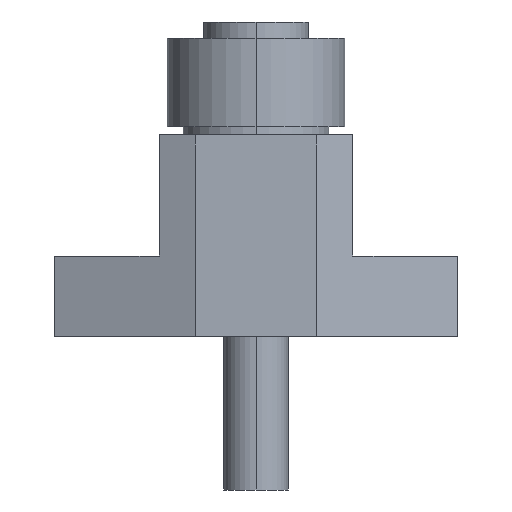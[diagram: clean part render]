
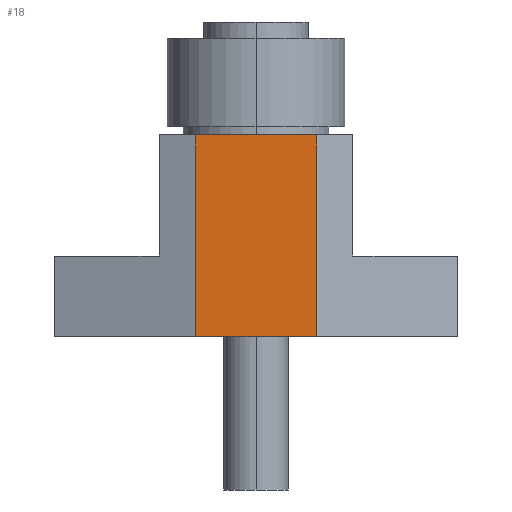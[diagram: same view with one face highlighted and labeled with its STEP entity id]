
A CAD part, left-side view. The second image highlights one B-rep face of the part: STEP entity #18.
In plain terms, the highlighted face is planar.
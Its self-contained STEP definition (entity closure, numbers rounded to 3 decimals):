
#3 = VERTEX_POINT ( 'NONE', #1179 ) ;
#18 = ADVANCED_FACE ( 'NONE', ( #850 ), #1217, .F. ) ;
#76 = EDGE_LOOP ( 'NONE', ( #2222, #2217, #1007, #730 ) ) ;
#115 = EDGE_CURVE ( 'NONE', #1733, #454, #258, .T. ) ;
#202 = CARTESIAN_POINT ( 'NONE',  ( -7.5, 12., 0. ) ) ;
#258 = LINE ( 'NONE', #616, #1160 ) ;
#272 = DIRECTION ( 'NONE',  ( 0., -1., 0. ) ) ;
#291 = DIRECTION ( 'NONE',  ( -1., 0., 0. ) ) ;
#395 = CARTESIAN_POINT ( 'NONE',  ( 7.5, 12., 10. ) ) ;
#454 = VERTEX_POINT ( 'NONE', #202 ) ;
#585 = VERTEX_POINT ( 'NONE', #2057 ) ;
#595 = LINE ( 'NONE', #1718, #832 ) ;
#616 = CARTESIAN_POINT ( 'NONE',  ( 7.5, 12., 0. ) ) ;
#730 = ORIENTED_EDGE ( 'NONE', *, *, #998, .T. ) ;
#832 = VECTOR ( 'NONE', #1005, 1000. ) ;
#836 = DIRECTION ( 'NONE',  ( -1., 0., 0. ) ) ;
#850 = FACE_OUTER_BOUND ( 'NONE', #76, .T. ) ;
#973 = DIRECTION ( 'NONE',  ( 0., 0., -1. ) ) ;
#998 = EDGE_CURVE ( 'NONE', #3, #1733, #1180, .T. ) ;
#1003 = DIRECTION ( 'NONE',  ( 0., 0., -1. ) ) ;
#1005 = DIRECTION ( 'NONE',  ( 0., 0., -1. ) ) ;
#1007 = ORIENTED_EDGE ( 'NONE', *, *, #1520, .F. ) ;
#1022 = CARTESIAN_POINT ( 'NONE',  ( 7.5, 12., 25. ) ) ;
#1160 = VECTOR ( 'NONE', #836, 1000. ) ;
#1179 = CARTESIAN_POINT ( 'NONE',  ( 7.5, 12., 25. ) ) ;
#1180 = LINE ( 'NONE', #395, #1310 ) ;
#1217 = PLANE ( 'NONE',  #2043 ) ;
#1310 = VECTOR ( 'NONE', #973, 1000. ) ;
#1520 = EDGE_CURVE ( 'NONE', #3, #585, #1572, .T. ) ;
#1572 = LINE ( 'NONE', #1022, #2168 ) ;
#1576 = CARTESIAN_POINT ( 'NONE',  ( 7.5, 12., 10. ) ) ;
#1718 = CARTESIAN_POINT ( 'NONE',  ( -7.5, 12., 10. ) ) ;
#1733 = VERTEX_POINT ( 'NONE', #1995 ) ;
#1826 = EDGE_CURVE ( 'NONE', #585, #454, #595, .T. ) ;
#1995 = CARTESIAN_POINT ( 'NONE',  ( 7.5, 12., 0. ) ) ;
#2043 = AXIS2_PLACEMENT_3D ( 'NONE', #1576, #272, #1003 ) ;
#2057 = CARTESIAN_POINT ( 'NONE',  ( -7.5, 12., 25. ) ) ;
#2168 = VECTOR ( 'NONE', #291, 1000. ) ;
#2217 = ORIENTED_EDGE ( 'NONE', *, *, #1826, .F. ) ;
#2222 = ORIENTED_EDGE ( 'NONE', *, *, #115, .T. ) ;
